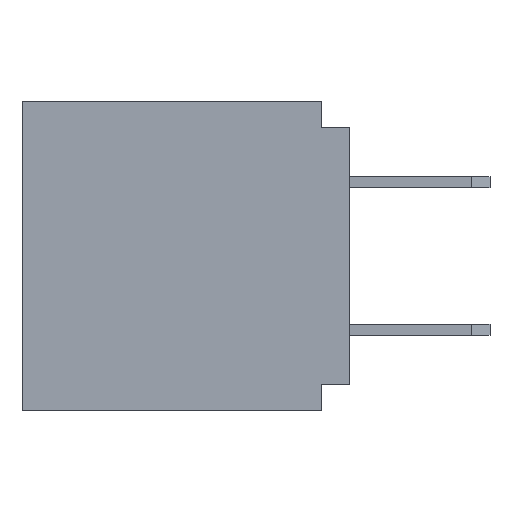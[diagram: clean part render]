
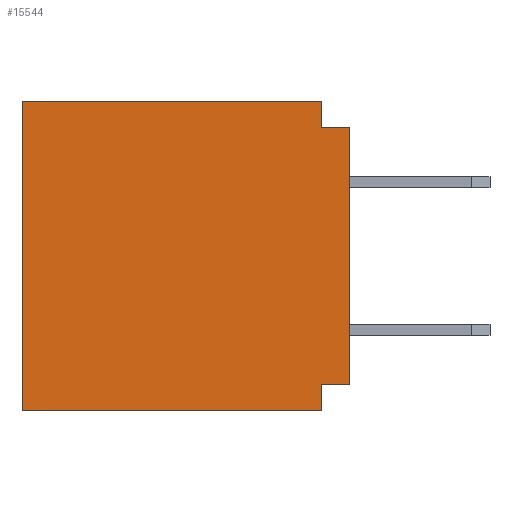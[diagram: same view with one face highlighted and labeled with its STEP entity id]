
A CAD part, left-side view. The second image highlights one B-rep face of the part: STEP entity #15544.
In plain terms, the highlighted planar face has unit normal (-1, 0, 0).
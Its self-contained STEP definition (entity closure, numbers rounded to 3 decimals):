
#9=DIRECTION('',(0.,-1.,0.));
#10=VECTOR('',#9,4.06);
#11=CARTESIAN_POINT('',(-5.095,2.22,-2.095));
#12=LINE('',#11,#10);
#533=DIRECTION('',(0.,0.,1.));
#534=VECTOR('',#533,3.48);
#535=CARTESIAN_POINT('',(-5.095,-2.22,-1.74));
#536=LINE('',#535,#534);
#4557=DIRECTION('',(0.,-1.,0.));
#4558=VECTOR('',#4557,4.06);
#4559=CARTESIAN_POINT('',(-5.095,2.22,2.095));
#4560=LINE('',#4559,#4558);
#4569=DIRECTION('',(0.,1.,0.));
#4570=VECTOR('',#4569,0.38);
#4571=CARTESIAN_POINT('',(-5.095,-2.22,1.74));
#4572=LINE('',#4571,#4570);
#4573=DIRECTION('',(0.,1.,0.));
#4574=VECTOR('',#4573,0.38);
#4575=CARTESIAN_POINT('',(-5.095,-2.22,-1.74));
#4576=LINE('',#4575,#4574);
#4577=DIRECTION('',(0.,0.,1.));
#4578=VECTOR('',#4577,0.355);
#4579=CARTESIAN_POINT('',(-5.095,-1.84,-2.095));
#4580=LINE('',#4579,#4578);
#4581=DIRECTION('',(0.,0.,1.));
#4582=VECTOR('',#4581,4.19);
#4583=CARTESIAN_POINT('',(-5.095,2.22,-2.095));
#4584=LINE('',#4583,#4582);
#4585=DIRECTION('',(0.,0.,-1.));
#4586=VECTOR('',#4585,0.355);
#4587=CARTESIAN_POINT('',(-5.095,-1.84,2.095));
#4588=LINE('',#4587,#4586);
#6718=CARTESIAN_POINT('',(-5.095,2.22,-2.095));
#6720=VERTEX_POINT('',#6718);
#6722=CARTESIAN_POINT('',(-5.095,2.22,2.095));
#6724=VERTEX_POINT('',#6722);
#6821=CARTESIAN_POINT('',(-5.095,-2.22,1.74));
#6822=CARTESIAN_POINT('',(-5.095,-1.84,1.74));
#6823=VERTEX_POINT('',#6821);
#6824=VERTEX_POINT('',#6822);
#6825=CARTESIAN_POINT('',(-5.095,-1.84,2.095));
#6826=VERTEX_POINT('',#6825);
#6827=CARTESIAN_POINT('',(-5.095,-1.84,-2.095));
#6828=CARTESIAN_POINT('',(-5.095,-1.84,-1.74));
#6829=VERTEX_POINT('',#6827);
#6830=VERTEX_POINT('',#6828);
#6831=CARTESIAN_POINT('',(-5.095,-2.22,-1.74));
#6832=VERTEX_POINT('',#6831);
#15529=CARTESIAN_POINT('',(-5.095,2.22,-2.095));
#15530=DIRECTION('',(-1.,0.,0.));
#15531=DIRECTION('',(0.,-1.,0.));
#15532=AXIS2_PLACEMENT_3D('',#15529,#15530,#15531);
#15533=PLANE('',#15532);
#15534=ORIENTED_EDGE('',*,*,#9218,.F.);
#15535=ORIENTED_EDGE('',*,*,#9373,.F.);
#15536=ORIENTED_EDGE('',*,*,#9652,.T.);
#15537=ORIENTED_EDGE('',*,*,#8901,.F.);
#15538=ORIENTED_EDGE('',*,*,#8860,.F.);
#15539=ORIENTED_EDGE('',*,*,#9730,.T.);
#15540=ORIENTED_EDGE('',*,*,#15522,.T.);
#15541=ORIENTED_EDGE('',*,*,#8878,.T.);
#15542=EDGE_LOOP('',(#15534,#15535,#15536,#15537,#15538,#15539,#15540,#15541));
#15543=FACE_OUTER_BOUND('',#15542,.F.);
#15544=ADVANCED_FACE('',(#15543),#15533,.T.);
#8860=EDGE_CURVE('',#6720,#6829,#12,.T.);
#8878=EDGE_CURVE('',#6826,#6824,#4588,.T.);
#8901=EDGE_CURVE('',#6829,#6830,#4580,.T.);
#9218=EDGE_CURVE('',#6823,#6824,#4572,.T.);
#9373=EDGE_CURVE('',#6832,#6823,#536,.T.);
#9652=EDGE_CURVE('',#6832,#6830,#4576,.T.);
#9730=EDGE_CURVE('',#6720,#6724,#4584,.T.);
#15522=EDGE_CURVE('',#6724,#6826,#4560,.T.);
